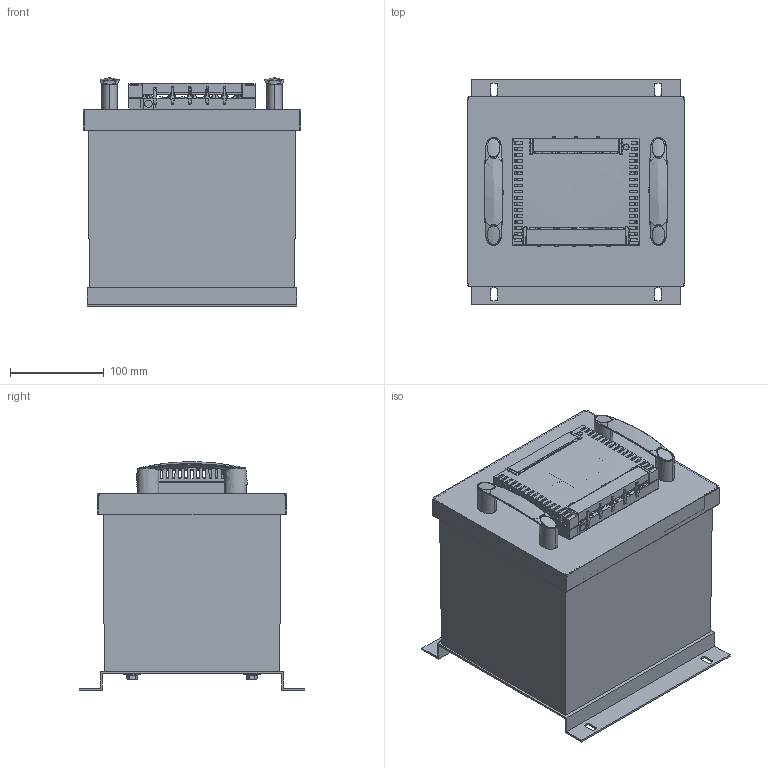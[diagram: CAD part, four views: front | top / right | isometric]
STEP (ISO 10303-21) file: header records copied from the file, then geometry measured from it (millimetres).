
FILE_DESCRIPTION(/* description */ (''),/* implementation_level */ '2;1');
FILE_NAME(/* name */ 'RC64x70Q.stp',/* time_stamp */ '2023-07-27T10:32:50+02:00',/* author */ ('DMA'),/* organization */ (''),/* preprocessor_version */ 'ST-DEVELOPER v16.13',/* originating_system */ 'Autodesk Inventor 2018',/* authorisation */ '');
FILE_SCHEMA (('AUTOMOTIVE_DESIGN { 1 0 10303 214 3 1 1 }'));
Products named in the file (1): RC64Q
Bounding box: 232.4 x 241 x 244 mm (x, y, z)
Surface area: 535711.5 mm2 (no closed solid volume)
Topology: 0 solids, 37 shells, 1459 faces, 6062 edges, 4407 vertices
Faces by surface type: plane 1033, bspline 219, cylinder 127, cone 60, torus 15, sphere 5
Full cylindrical faces by diameter (mm): 18 x4
Entity records: 84624 total; most frequent: CARTESIAN_POINT 37322, ORIENTED_EDGE 9332, DIRECTION 8843, EDGE_CURVE 6040, LINE 4703, VECTOR 4703, VERTEX_POINT 4404, AXIS2_PLACEMENT_3D 2070
